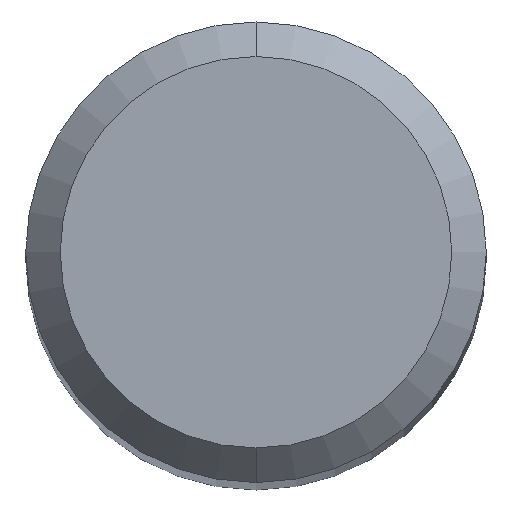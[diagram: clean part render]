
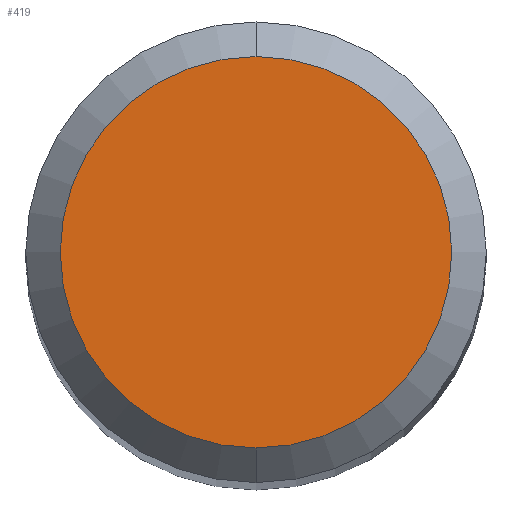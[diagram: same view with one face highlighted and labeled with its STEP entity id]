
A CAD part, top view. The second image highlights one B-rep face of the part: STEP entity #419.
In plain terms, the highlighted planar face has unit normal (0, 0, 1).
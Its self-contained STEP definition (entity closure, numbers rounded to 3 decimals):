
#305=EDGE_CURVE('',#337,#391,#633,.T.);
#337=VERTEX_POINT('',#669);
#391=VERTEX_POINT('',#729);
#419=ADVANCED_FACE('',(#758),#759,.T.);
#445=EDGE_CURVE('',#391,#337,#786,.T.);
#633=CIRCLE('',#1162,1.7);
#669=CARTESIAN_POINT('',(0.,-1.7,0.0));
#729=CARTESIAN_POINT('',(0.0,1.7,0.0));
#758=FACE_OUTER_BOUND('',#1335,.T.);
#759=PLANE('',#1336);
#786=CIRCLE('',#1405,1.7);
#1162=AXIS2_PLACEMENT_3D('',#1636,#1637,#1638);
#1335=EDGE_LOOP('',(#1764,#1765));
#1336=AXIS2_PLACEMENT_3D('',#1766,#1767,#1768);
#1405=AXIS2_PLACEMENT_3D('',#1783,#1784,#1785);
#1636=CARTESIAN_POINT('',(0.0,0.0,0.0));
#1637=DIRECTION('',(0.0,0.0,-1.0));
#1638=DIRECTION('',(0.0,1.0,0.0));
#1764=ORIENTED_EDGE('',*,*,#445,.F.);
#1765=ORIENTED_EDGE('',*,*,#305,.F.);
#1766=CARTESIAN_POINT('',(0.0,0.85,0.0));
#1767=DIRECTION('',(-0.0,0.0,1.0));
#1768=DIRECTION('',(0.0,-1.0,0.0));
#1783=CARTESIAN_POINT('',(0.0,0.0,0.0));
#1784=DIRECTION('',(0.0,0.0,-1.0));
#1785=DIRECTION('',(0.0,1.0,0.0));
